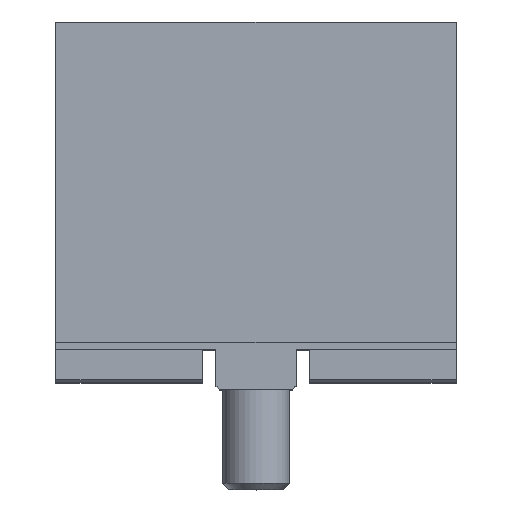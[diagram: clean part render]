
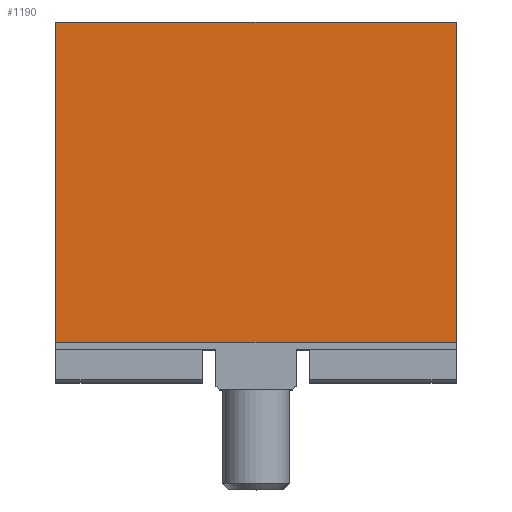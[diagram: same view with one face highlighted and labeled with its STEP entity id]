
A CAD part, top view. The second image highlights one B-rep face of the part: STEP entity #1190.
In plain terms, the highlighted planar face has unit normal (0, 0, 1).
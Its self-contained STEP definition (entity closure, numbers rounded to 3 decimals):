
#922=CARTESIAN_POINT('',(60.,1.,125.0));
#923=VERTEX_POINT('',#922);
#930=CARTESIAN_POINT('',(0.0,1.,125.0));
#931=VERTEX_POINT('',#930);
#932=CARTESIAN_POINT('',(0.0,1.,125.0));
#933=DIRECTION('',(1.0,0.0,0.0));
#934=VECTOR('',#933,60.);
#935=LINE('',#932,#934);
#936=EDGE_CURVE('',#931,#923,#935,.T.);
#1086=CARTESIAN_POINT('',(0.0,49.,125.0));
#1087=VERTEX_POINT('',#1086);
#1088=CARTESIAN_POINT('',(0.0,1.,125.0));
#1089=DIRECTION('',(0.0,1.0,0.0));
#1090=VECTOR('',#1089,48.0);
#1091=LINE('',#1088,#1090);
#1092=EDGE_CURVE('',#931,#1087,#1091,.T.);
#1117=CARTESIAN_POINT('',(60.,49.,125.0));
#1118=VERTEX_POINT('',#1117);
#1119=CARTESIAN_POINT('',(0.0,49.,125.0));
#1120=DIRECTION('',(1.0,0.0,0.0));
#1121=VECTOR('',#1120,60.);
#1122=LINE('',#1119,#1121);
#1123=EDGE_CURVE('',#1087,#1118,#1122,.T.);
#1162=CARTESIAN_POINT('',(60.,49.,125.0));
#1163=DIRECTION('',(0.0,-1.0,0.0));
#1164=VECTOR('',#1163,48.);
#1165=LINE('',#1162,#1164);
#1166=EDGE_CURVE('',#1118,#923,#1165,.T.);
#1179=CARTESIAN_POINT('',(30.,22.752,125.0));
#1180=DIRECTION('',(0.0,0.0,1.0));
#1181=DIRECTION('',(1.0,0.0,0.0));
#1182=AXIS2_PLACEMENT_3D('',#1179,#1180,#1181);
#1183=PLANE('',#1182);
#1184=ORIENTED_EDGE('',*,*,#936,.T.);
#1185=ORIENTED_EDGE('',*,*,#1166,.F.);
#1186=ORIENTED_EDGE('',*,*,#1123,.F.);
#1187=ORIENTED_EDGE('',*,*,#1092,.F.);
#1188=EDGE_LOOP('',(#1184,#1185,#1186,#1187));
#1189=FACE_OUTER_BOUND('',#1188,.T.);
#1190=ADVANCED_FACE('',(#1189),#1183,.T.);
